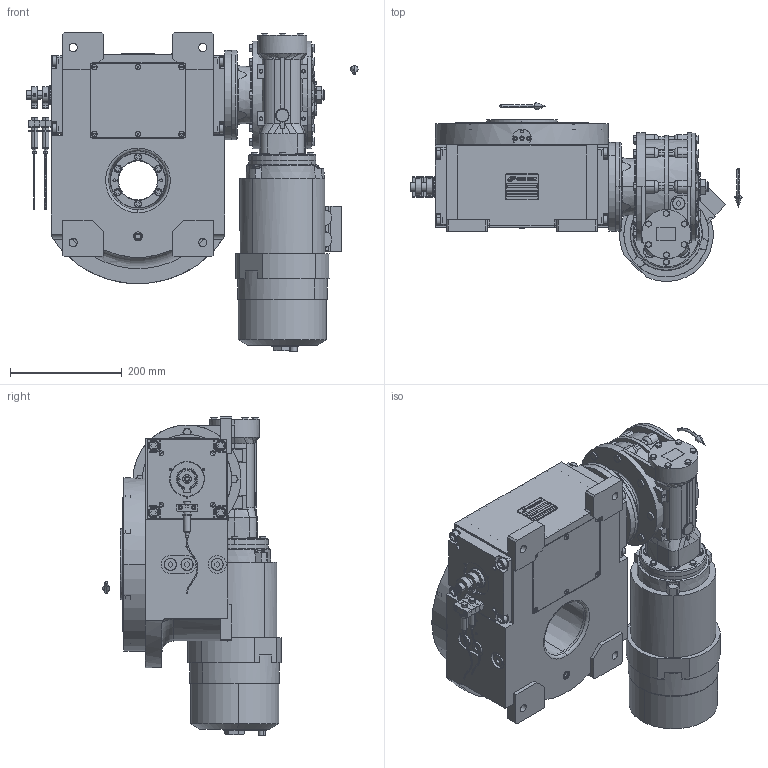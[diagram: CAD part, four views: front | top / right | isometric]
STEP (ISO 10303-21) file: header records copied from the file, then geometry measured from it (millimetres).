
FILE_DESCRIPTION (( 'STEP AP203' ), '1' );
FILE_NAME ('PC5201992.step', '2026-03-31T08:43:25', ( '' ), ( '' ), 'SwSTEP 2.0', 'SolidWorks 2020', '' );
FILE_SCHEMA (( 'CONFIG_CONTROL_DESIGN' ));
Length unit declared in the file: millimetre
Products named in the file (97): cfn2003_01_054; cfn2000_01_126; cfn2151_01_115; cfn2155_01_095; cfn2000_01_081; cfn2077_01_036; cfn2000_01_099; CFN2010_02_002.stp; rig09_007_master; CFN2000_01_185.stp; AS_900_38_30_003; rig09_010_s_001; as_cfn2400_04_003.stp; AS_rig09_071_6_m; cfn2000_01_176; cfn2070_05_009; cfn2104_01_018; cfn2128_04_002; olio_agip_blasia_150; AS_rig09_004; CFN2400_04_003-2.stp; AS_rig09_002_bl_003; CFN2223_02_004.stp; freccia_angolare; AS_cfn2400_04_003; CFN2400_04_003-1.stp; cfn2128_19_002; AS_rig09_016; freccia_angolare_albero; cfn2155_01_196; CFN2155_01_195.stp; cfn2151_01_170; as_cfn2401_01_003.stp; cfn2107_01_001; rig09_004; AS_cfn2476_01_002_60x46; AS_cfn2401_01_003; cfn2476_01_002_60x46; RIG09_005_ASM.stp; 900_38_11_14_4 ...
Assembly tree (89 placements, depth 5):
  cfn2151_01_115
  cfn2077_01_036
  rig09_007_master
  olio_agip_blasia_150
  CFN2223_02_004.stp
Bounding box: 594.5 x 319.69 x 571.38 mm (x, y, z)
Volume: 15228788.5 mm3; surface area: 1796567.7 mm2
Topology: 77 solids, 81 shells, 3632 faces, 9050 edges, 5807 vertices
Faces by surface type: plane 1777, cylinder 1101, cone 507, torus 204, bspline 39, sphere 4
Entity records: 132362 total; most frequent: CARTESIAN_POINT 39701, DIRECTION 17137, ORIENTED_EDGE 17096, EDGE_CURVE 8552, AXIS2_PLACEMENT_3D 6196, VERTEX_POINT 5534, LINE 4745, VECTOR 4745
